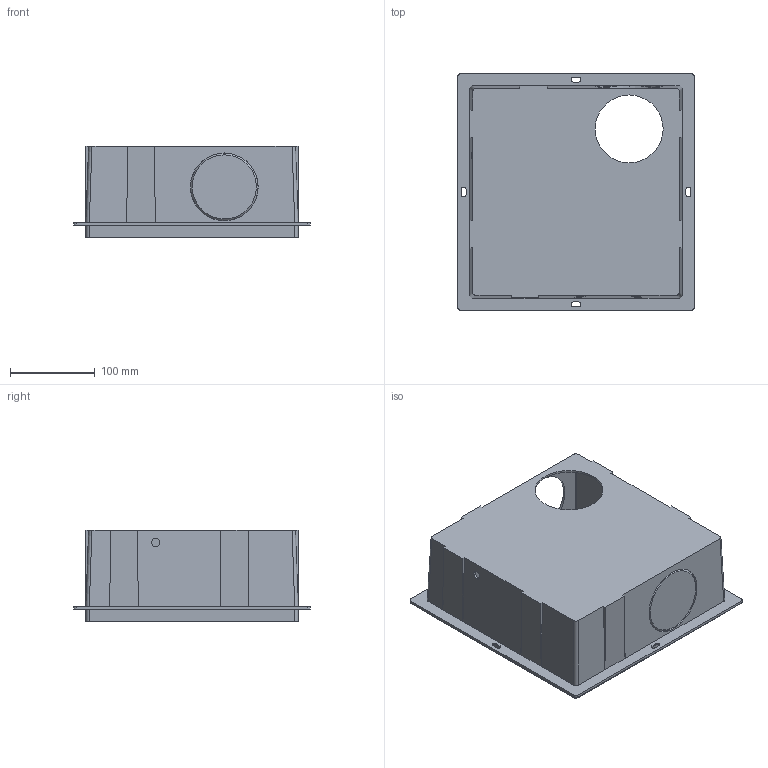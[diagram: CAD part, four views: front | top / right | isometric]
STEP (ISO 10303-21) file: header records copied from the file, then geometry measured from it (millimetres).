
FILE_DESCRIPTION(('Creo Elements/Direct Modeling STEP Export'),'2;1');
FILE_NAME('UP_Gehaeuse_ER_EC.stp','2018-09-11T 9:49:10',(''),(''),'PTC Creo Elements/Direct Modeling STEP processor for AP214 (Solid Model)','PTC Creo Elements/Direct Modeling 19.0C 15-Aug-2015 (C) Parametric Technology GmbH','');
FILE_SCHEMA(('AUTOMOTIVE_DESIGN { 1 0 10303 214 1 1 1 1 }'));
Length unit declared in the file: millimetre
Products named in the file (2): ER-EC_Gehäuse_UP
Assembly tree (1 placements, depth 2):
  ER-EC_Gehäuse_UP
    ER-EC_Gehäuse_UP
Bounding box: 278 x 278 x 108 mm (x, y, z)
Volume: 445253.4 mm3; surface area: 339955.6 mm2
Topology: 1 solids, 1 shells, 105 faces, 272 edges, 174 vertices
Faces by surface type: plane 63, cylinder 32, cone 10
Entity records: 3177 total; most frequent: ORIENTED_EDGE 544, CARTESIAN_POINT 536, DIRECTION 531, EDGE_CURVE 272, VECTOR 193, LINE 193, VERTEX_POINT 174, AXIS2_PLACEMENT_3D 169
